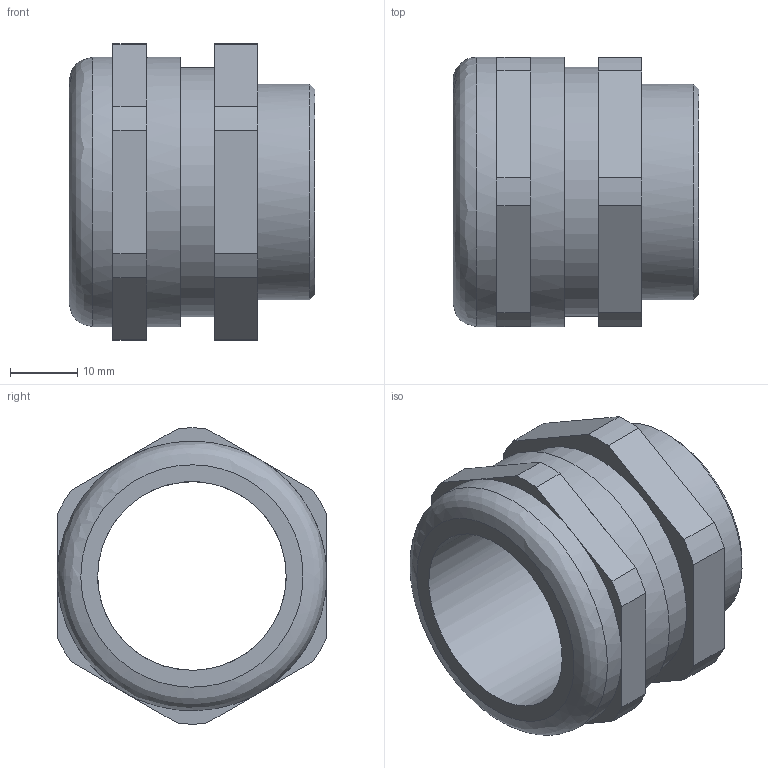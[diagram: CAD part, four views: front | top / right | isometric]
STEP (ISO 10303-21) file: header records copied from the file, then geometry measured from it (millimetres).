
FILE_DESCRIPTION(( 'HARTING HARTING HARTING HARTING HARTING HARTING HARTING HARTING HARTING', 'This Document is valid for Parts No. 09 00 000 5097'),'2;1');
FILE_NAME('MD_09000005097_R413153.stp', '2008-02-26T08:34:34',('ITIS-3'),('HARTING KGaA, D-32339 Espelkamp'), 'I-DEAS Master Series 10','HP-UNIX','Yes');
FILE_SCHEMA(('AUTOMOTIVE_DESIGN { 1 0 10303 214 1 1 1 1 }'));
Length unit declared in the file: millimetre
Products named in the file (1): Kabelverschraubung Pg29 Metall
Bounding box: 36.5 x 40 x 44 mm (x, y, z)
Volume: 19656.5 mm3; surface area: 9525.5 mm2
Topology: 1 solids, 1 shells, 48 faces, 113 edges, 70 vertices
Faces by surface type: bspline 48
Entity records: 1473 total; most frequent: CARTESIAN_POINT 773, ORIENTED_EDGE 226, EDGE_CURVE 113, VERTEX_POINT 70, EDGE_LOOP 53, FACE_OUTER_BOUND 48, ADVANCED_FACE 48, B_SPLINE_CURVE_WITH_KNOTS 36
